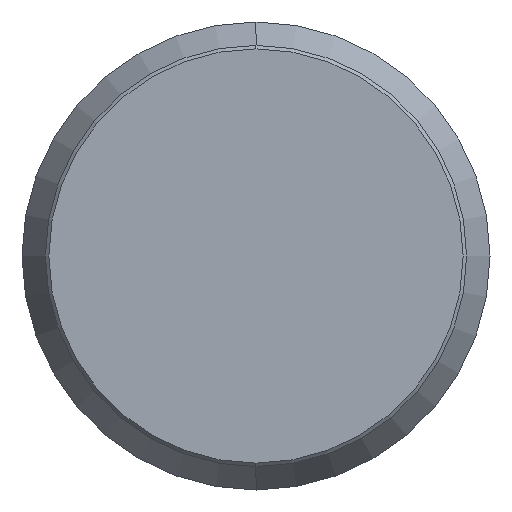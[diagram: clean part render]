
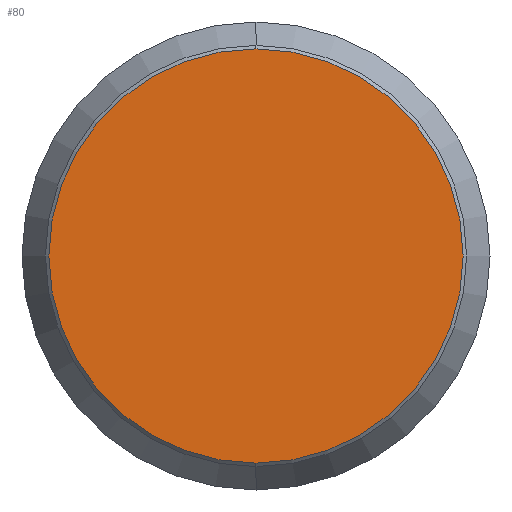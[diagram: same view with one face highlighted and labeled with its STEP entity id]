
A CAD part, left-side view. The second image highlights one B-rep face of the part: STEP entity #80.
In plain terms, the highlighted planar face has unit normal (-1, 0, 0).
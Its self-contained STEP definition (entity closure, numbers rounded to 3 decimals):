
#10 = CIRCLE ( 'NONE', #351, 17.7 ) ;
#45 = ORIENTED_EDGE ( 'NONE', *, *, #63, .T. ) ;
#63 = EDGE_CURVE ( 'NONE', #455, #151, #10, .T. ) ;
#80 = ADVANCED_FACE ( 'NONE', ( #408 ), #401, .F. ) ;
#88 = DIRECTION ( 'NONE',  ( 0., 0., 1. ) ) ;
#104 = AXIS2_PLACEMENT_3D ( 'NONE', #201, #437, #156 ) ;
#119 = DIRECTION ( 'NONE',  ( -1., 0., 0. ) ) ;
#140 = ORIENTED_EDGE ( 'NONE', *, *, #271, .T. ) ;
#151 = VERTEX_POINT ( 'NONE', #198 ) ;
#156 = DIRECTION ( 'NONE',  ( 0., 0., -1. ) ) ;
#198 = CARTESIAN_POINT ( 'NONE',  ( 0., 0., 17.7 ) ) ;
#199 = CARTESIAN_POINT ( 'NONE',  ( 0., 0., 0. ) ) ;
#201 = CARTESIAN_POINT ( 'NONE',  ( 0., 0., 0. ) ) ;
#211 = DIRECTION ( 'NONE',  ( -1., 0., 0. ) ) ;
#251 = EDGE_LOOP ( 'NONE', ( #45, #140 ) ) ;
#263 = CIRCLE ( 'NONE', #316, 17.7 ) ;
#271 = EDGE_CURVE ( 'NONE', #151, #455, #263, .T. ) ;
#288 = CARTESIAN_POINT ( 'NONE',  ( 0., 0., 0. ) ) ;
#291 = DIRECTION ( 'NONE',  ( 0., 0., 1. ) ) ;
#316 = AXIS2_PLACEMENT_3D ( 'NONE', #288, #211, #291 ) ;
#351 = AXIS2_PLACEMENT_3D ( 'NONE', #199, #119, #88 ) ;
#384 = CARTESIAN_POINT ( 'NONE',  ( 0., 0., -17.7 ) ) ;
#401 = PLANE ( 'NONE',  #104 ) ;
#408 = FACE_OUTER_BOUND ( 'NONE', #251, .T. ) ;
#437 = DIRECTION ( 'NONE',  ( 1., 0., 0. ) ) ;
#455 = VERTEX_POINT ( 'NONE', #384 ) ;
